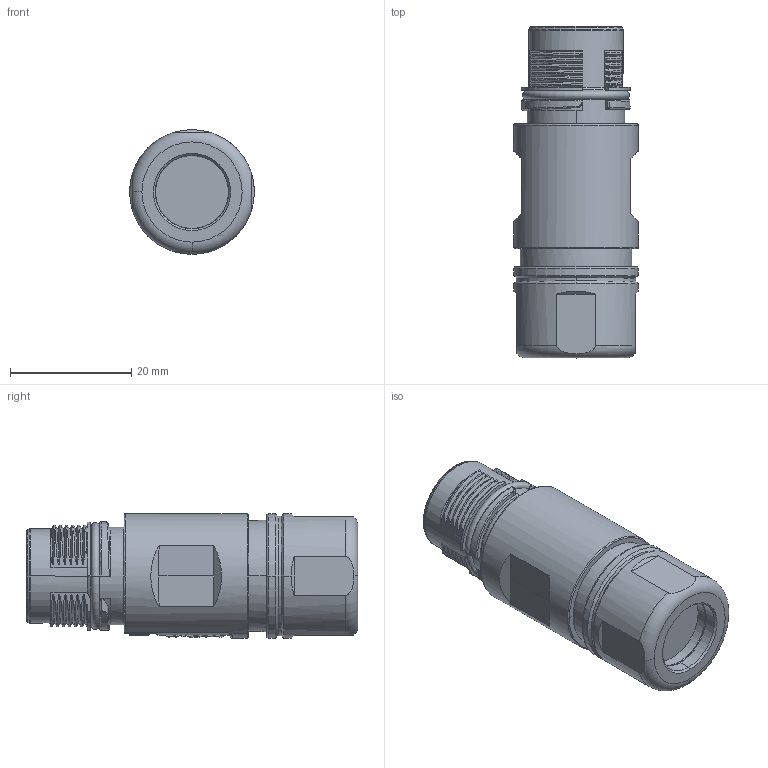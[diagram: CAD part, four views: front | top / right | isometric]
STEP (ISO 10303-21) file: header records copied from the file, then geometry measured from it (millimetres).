
FILE_DESCRIPTION((''),'2;1');
FILE_NAME('PRT0001','2023-06-26T',('lian.chen'),(''),'PRO/ENGINEER BY PARAMETRIC TECHNOLOGY CORPORATION, 2012480','PRO/ENGINEER BY PARAMETRIC TECHNOLOGY CORPORATION, 2012480','');
FILE_SCHEMA(('CONFIG_CONTROL_DESIGN'));
Length unit declared in the file: millimetre
Products named in the file (1): PRT0001
Bounding box: 20.5 x 54.65 x 20.5 mm (x, y, z)
Volume: 14001.1 mm3; surface area: 6370.4 mm2
Topology: 1 solids, 2 shells, 666 faces, 1782 edges, 1165 vertices
Faces by surface type: cylinder 223, plane 208, torus 84, bspline 75, cone 45, extrusion 21, sphere 10
Entity records: 25413 total; most frequent: CARTESIAN_POINT 9395, ORIENTED_EDGE 3550, DIRECTION 3055, EDGE_CURVE 1775, AXIS2_PLACEMENT_3D 1179, VERTEX_POINT 1165, EDGE_LOOP 720, VECTOR 697
